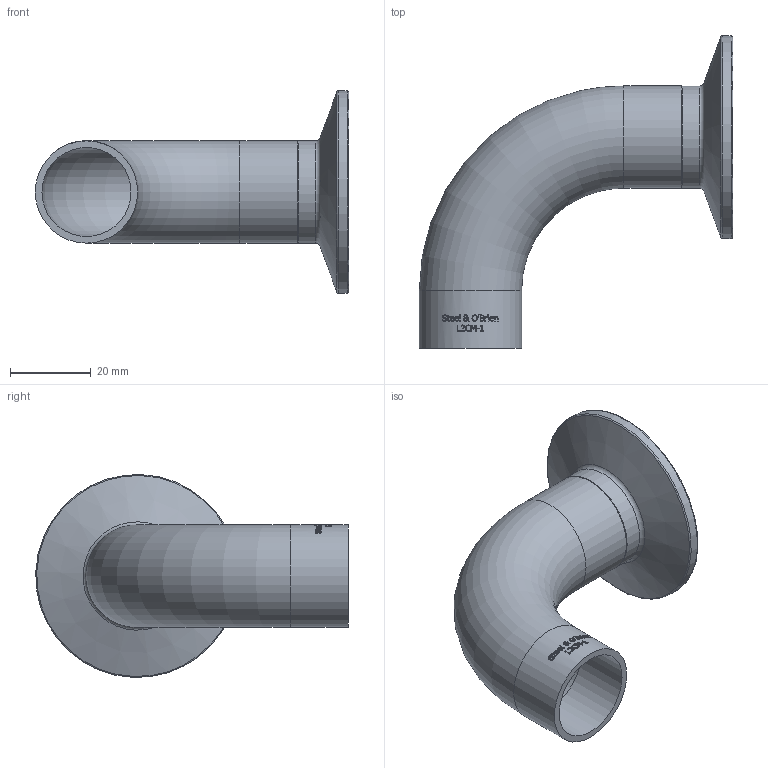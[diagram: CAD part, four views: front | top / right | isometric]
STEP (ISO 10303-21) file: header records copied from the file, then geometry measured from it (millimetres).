
FILE_DESCRIPTION(/* description */ (''),/* implementation_level */ '2;1');
FILE_NAME(/* name */ 'L2CM-1.stp',/* time_stamp */ '2019-07-26T11:00:01-04:00',/* author */ ('rick'),/* organization */ (''),/* preprocessor_version */ 'ST-DEVELOPER v15.2',/* originating_system */ 'Autodesk Inventor 2014',/* authorisation */ '');
FILE_SCHEMA (('AUTOMOTIVE_DESIGN { 1 0 10303 214 3 1 1 }'));
Length unit declared in the file: inch
Products named in the file (1): L2CM-1
Bounding box: 77.8 x 77.57 x 50.34 mm (x, y, z)
Volume: 19232.4 mm3; surface area: 18481.1 mm2
Topology: 1 solids, 1 shells, 323 faces, 855 edges, 565 vertices
Faces by surface type: bspline 147, plane 128, cylinder 35, torus 10, cone 3
Full cylindrical faces by diameter (mm): 22.098 x3, 25.4 x3, 50.394 x1
Entity records: 12516 total; most frequent: CARTESIAN_POINT 5380, ORIENTED_EDGE 1670, DIRECTION 1058, EDGE_CURVE 835, VERTEX_POINT 565, LINE 378, VECTOR 378, EDGE_LOOP 376
